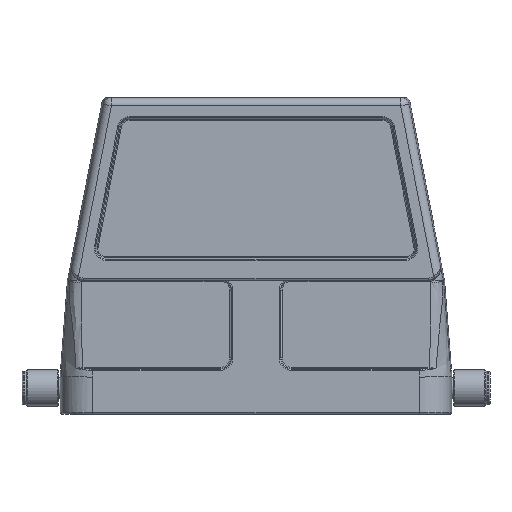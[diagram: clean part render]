
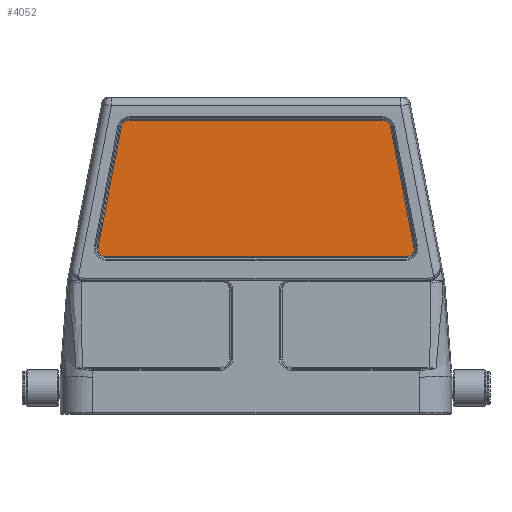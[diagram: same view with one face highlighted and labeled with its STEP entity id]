
A CAD part, front view. The second image highlights one B-rep face of the part: STEP entity #4052.
In plain terms, the highlighted planar face has unit normal (0, -1, 0).
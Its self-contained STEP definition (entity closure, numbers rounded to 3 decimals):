
#4052=ADVANCED_FACE('',(#4787),#4598,.F.);
#4598=PLANE('',#15022);
#4787=FACE_OUTER_BOUND('',#5311,.T.);
#5311=EDGE_LOOP('',(#6167,#6168,#6169,#6170,#6171,#6172,#6173,#6174));
#6167=ORIENTED_EDGE('',*,*,#9557,.T.);
#6168=ORIENTED_EDGE('',*,*,#9558,.T.);
#6169=ORIENTED_EDGE('',*,*,#9559,.T.);
#6170=ORIENTED_EDGE('',*,*,#9560,.T.);
#6171=ORIENTED_EDGE('',*,*,#9561,.T.);
#6172=ORIENTED_EDGE('',*,*,#9562,.T.);
#6173=ORIENTED_EDGE('',*,*,#9563,.T.);
#6174=ORIENTED_EDGE('',*,*,#9564,.T.);
#8735=VERTEX_POINT('',#20611);
#8736=VERTEX_POINT('',#20612);
#8737=VERTEX_POINT('',#20614);
#8738=VERTEX_POINT('',#20616);
#8739=VERTEX_POINT('',#20618);
#8740=VERTEX_POINT('',#20620);
#8741=VERTEX_POINT('',#20622);
#8742=VERTEX_POINT('',#20624);
#9557=EDGE_CURVE('',#8735,#8736,#12595,.T.);
#9558=EDGE_CURVE('',#8736,#8737,#10644,.T.);
#9559=EDGE_CURVE('',#8737,#8738,#12596,.T.);
#9560=EDGE_CURVE('',#8738,#8739,#10645,.T.);
#9561=EDGE_CURVE('',#8739,#8740,#12597,.T.);
#9562=EDGE_CURVE('',#8740,#8741,#10646,.T.);
#9563=EDGE_CURVE('',#8741,#8742,#12598,.T.);
#9564=EDGE_CURVE('',#8742,#8735,#10647,.T.);
#10644=CIRCLE('',#15018,1.835);
#10645=CIRCLE('',#15019,1.835);
#10646=CIRCLE('',#15020,1.835);
#10647=CIRCLE('',#15021,1.835);
#12595=LINE('',#20610,#13236);
#12596=LINE('',#20615,#13237);
#12597=LINE('',#20619,#13238);
#12598=LINE('',#20623,#13239);
#13236=VECTOR('',#16305,1.);
#13237=VECTOR('',#16308,1.);
#13238=VECTOR('',#16311,1.);
#13239=VECTOR('',#16314,1.);
#15018=AXIS2_PLACEMENT_3D('',#20613,#16306,#16307);
#15019=AXIS2_PLACEMENT_3D('',#20617,#16309,#16310);
#15020=AXIS2_PLACEMENT_3D('',#20621,#16312,#16313);
#15021=AXIS2_PLACEMENT_3D('',#20625,#16315,#16316);
#15022=AXIS2_PLACEMENT_3D('',#20626,#16317,#16318);
#16305=DIRECTION('',(-0.191,0.,0.982));
#16306=DIRECTION('',(0.,-1.,0.));
#16307=DIRECTION('',(0.,0.,1.));
#16308=DIRECTION('',(-1.,0.,0.));
#16309=DIRECTION('',(0.,-1.,0.));
#16310=DIRECTION('',(0.,0.,1.));
#16311=DIRECTION('',(-0.191,0.,-0.982));
#16312=DIRECTION('',(0.,-1.,0.));
#16313=DIRECTION('',(0.,0.,1.));
#16314=DIRECTION('',(1.,0.,0.));
#16315=DIRECTION('',(0.,-1.,0.));
#16316=DIRECTION('',(0.,0.,1.));
#16317=DIRECTION('',(0.,1.,0.));
#16318=DIRECTION('',(0.,0.,-1.));
#20610=CARTESIAN_POINT('',(32.095,-21.25,59.55));
#20611=CARTESIAN_POINT('',(37.703,-21.25,30.7));
#20612=CARTESIAN_POINT('',(32.095,-21.25,59.55));
#20613=CARTESIAN_POINT('',(30.294,-21.25,59.2));
#20614=CARTESIAN_POINT('',(30.294,-21.25,61.035));
#20615=CARTESIAN_POINT('',(-30.294,-21.25,61.035));
#20616=CARTESIAN_POINT('',(-30.294,-21.25,61.035));
#20617=CARTESIAN_POINT('',(-30.294,-21.25,59.2));
#20618=CARTESIAN_POINT('',(-32.095,-21.25,59.55));
#20619=CARTESIAN_POINT('',(-37.703,-21.25,30.7));
#20620=CARTESIAN_POINT('',(-37.703,-21.25,30.7));
#20621=CARTESIAN_POINT('',(-35.902,-21.25,30.35));
#20622=CARTESIAN_POINT('',(-35.902,-21.25,28.515));
#20623=CARTESIAN_POINT('',(35.902,-21.25,28.515));
#20624=CARTESIAN_POINT('',(35.902,-21.25,28.515));
#20625=CARTESIAN_POINT('',(35.902,-21.25,30.35));
#20626=CARTESIAN_POINT('',(30.294,-21.25,59.2));
